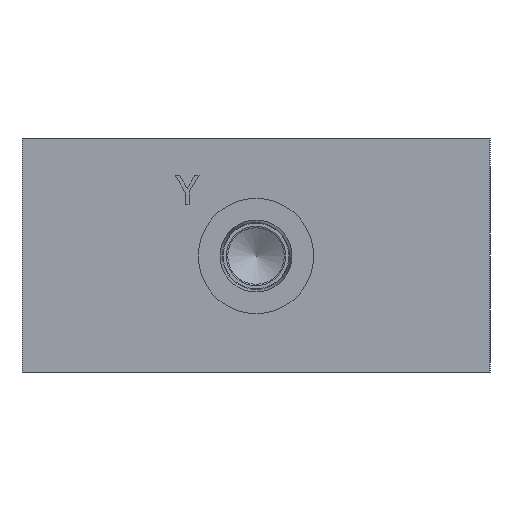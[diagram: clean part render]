
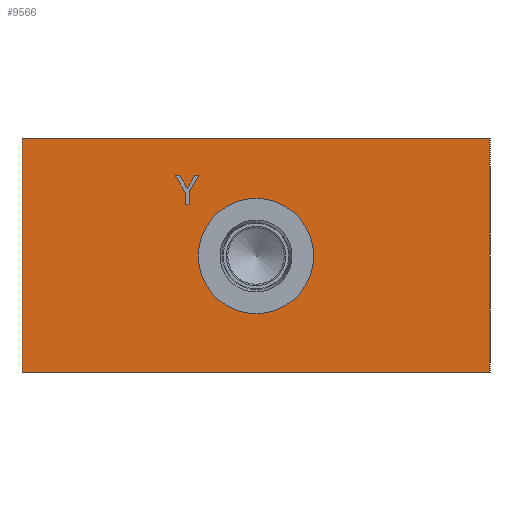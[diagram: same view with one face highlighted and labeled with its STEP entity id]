
A CAD part, left-side view. The second image highlights one B-rep face of the part: STEP entity #9566.
In plain terms, the highlighted planar face has unit normal (-1, 0, 0).
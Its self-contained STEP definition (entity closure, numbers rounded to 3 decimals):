
#157=CIRCLE('',#9953,12.51);
#158=CIRCLE('',#9954,12.51);
#288=FACE_BOUND('',#1779,.T.);
#289=FACE_BOUND('',#1780,.T.);
#1237=FACE_OUTER_BOUND('',#1778,.T.);
#1778=EDGE_LOOP('',(#8340,#8341,#8342,#8343));
#1779=EDGE_LOOP('',(#8344,#8345,#8346,#8347,#8348,#8349,#8350,#8351,#8352));
#1780=EDGE_LOOP('',(#8353,#8354));
#2121=LINE('',#14732,#2994);
#2532=LINE('',#15716,#3405);
#2536=LINE('',#15724,#3409);
#2539=LINE('',#15730,#3412);
#2542=LINE('',#15736,#3415);
#2545=LINE('',#15742,#3418);
#2548=LINE('',#15748,#3421);
#2551=LINE('',#15754,#3424);
#2554=LINE('',#15760,#3427);
#2557=LINE('',#15765,#3430);
#2604=LINE('',#16100,#3477);
#2675=LINE('',#16576,#3548);
#2676=LINE('',#16577,#3549);
#2994=VECTOR('',#10546,10.);
#3405=VECTOR('',#11271,10.);
#3409=VECTOR('',#11277,10.);
#3412=VECTOR('',#11282,10.);
#3415=VECTOR('',#11287,10.);
#3418=VECTOR('',#11292,10.);
#3421=VECTOR('',#11297,10.);
#3424=VECTOR('',#11302,10.);
#3427=VECTOR('',#11307,10.);
#3430=VECTOR('',#11312,10.);
#3477=VECTOR('',#11385,10.);
#3548=VECTOR('',#11932,10.);
#3549=VECTOR('',#11933,10.);
#3928=VERTEX_POINT('',#14725);
#3931=VERTEX_POINT('',#14730);
#4218=VERTEX_POINT('',#15714);
#4219=VERTEX_POINT('',#15715);
#4222=VERTEX_POINT('',#15723);
#4224=VERTEX_POINT('',#15729);
#4226=VERTEX_POINT('',#15735);
#4228=VERTEX_POINT('',#15741);
#4230=VERTEX_POINT('',#15747);
#4232=VERTEX_POINT('',#15753);
#4234=VERTEX_POINT('',#15759);
#4285=VERTEX_POINT('',#16097);
#4286=VERTEX_POINT('',#16099);
#4364=VERTEX_POINT('',#16326);
#4365=VERTEX_POINT('',#16327);
#5021=EDGE_CURVE('',#3928,#3931,#2121,.T.);
#5450=EDGE_CURVE('',#4218,#4219,#2532,.T.);
#5454=EDGE_CURVE('',#4222,#4218,#2536,.T.);
#5457=EDGE_CURVE('',#4224,#4222,#2539,.T.);
#5460=EDGE_CURVE('',#4226,#4224,#2542,.T.);
#5463=EDGE_CURVE('',#4228,#4226,#2545,.T.);
#5466=EDGE_CURVE('',#4230,#4228,#2548,.T.);
#5469=EDGE_CURVE('',#4232,#4230,#2551,.T.);
#5472=EDGE_CURVE('',#4234,#4232,#2554,.T.);
#5475=EDGE_CURVE('',#4219,#4234,#2557,.T.);
#5550=EDGE_CURVE('',#4285,#4286,#2604,.T.);
#5657=EDGE_CURVE('',#4364,#4365,#157,.T.);
#5658=EDGE_CURVE('',#4365,#4364,#158,.T.);
#5773=EDGE_CURVE('',#4285,#3928,#2675,.T.);
#5774=EDGE_CURVE('',#4286,#3931,#2676,.T.);
#8340=ORIENTED_EDGE('',*,*,#5773,.T.);
#8341=ORIENTED_EDGE('',*,*,#5021,.T.);
#8342=ORIENTED_EDGE('',*,*,#5774,.F.);
#8343=ORIENTED_EDGE('',*,*,#5550,.F.);
#8344=ORIENTED_EDGE('',*,*,#5450,.T.);
#8345=ORIENTED_EDGE('',*,*,#5475,.T.);
#8346=ORIENTED_EDGE('',*,*,#5472,.T.);
#8347=ORIENTED_EDGE('',*,*,#5469,.T.);
#8348=ORIENTED_EDGE('',*,*,#5466,.T.);
#8349=ORIENTED_EDGE('',*,*,#5463,.T.);
#8350=ORIENTED_EDGE('',*,*,#5460,.T.);
#8351=ORIENTED_EDGE('',*,*,#5457,.T.);
#8352=ORIENTED_EDGE('',*,*,#5454,.T.);
#8353=ORIENTED_EDGE('',*,*,#5657,.T.);
#8354=ORIENTED_EDGE('',*,*,#5658,.T.);
#8690=PLANE('',#10075);
#9566=ADVANCED_FACE('',(#1237,#288,#289),#8690,.T.);
#9953=AXIS2_PLACEMENT_3D('',#16328,#11649,#11650);
#9954=AXIS2_PLACEMENT_3D('',#16329,#11651,#11652);
#10075=AXIS2_PLACEMENT_3D('',#16575,#11930,#11931);
#10546=DIRECTION('',(0.,0.,1.));
#11271=DIRECTION('',(0.,-1.,0.));
#11277=DIRECTION('',(0.,-0.512,0.859));
#11282=DIRECTION('',(0.,-0.505,-0.863));
#11287=DIRECTION('',(0.,-1.,0.));
#11292=DIRECTION('',(0.,0.509,0.861));
#11297=DIRECTION('',(0.,0.,1.));
#11302=DIRECTION('',(0.,1.,0.));
#11307=DIRECTION('',(0.,0.,-1.));
#11312=DIRECTION('',(0.,0.518,-0.855));
#11385=DIRECTION('',(0.,0.,1.));
#11649=DIRECTION('center_axis',(1.,0.,0.));
#11650=DIRECTION('ref_axis',(0.,0.,1.));
#11651=DIRECTION('center_axis',(1.,0.,0.));
#11652=DIRECTION('ref_axis',(0.,0.,1.));
#11930=DIRECTION('center_axis',(-1.,0.,0.));
#11931=DIRECTION('ref_axis',(0.,-1.,0.));
#11932=DIRECTION('',(0.,-1.,0.));
#11933=DIRECTION('',(0.,-1.,0.));
#14725=CARTESIAN_POINT('',(0.,0.,0.));
#14730=CARTESIAN_POINT('',(0.,0.,50.8));
#14732=CARTESIAN_POINT('',(0.,0.,0.));
#15714=CARTESIAN_POINT('',(0.,64.069,42.862));
#15715=CARTESIAN_POINT('',(0.,63.173,42.862));
#15716=CARTESIAN_POINT('',(0.,82.834,42.862));
#15723=CARTESIAN_POINT('',(0.,65.736,40.068));
#15724=CARTESIAN_POINT('',(0.,79.26,17.404));
#15729=CARTESIAN_POINT('',(0.,67.372,42.862));
#15730=CARTESIAN_POINT('',(0.,62.397,34.367));
#15735=CARTESIAN_POINT('',(0.,68.309,42.862));
#15736=CARTESIAN_POINT('',(0.,84.954,42.862));
#15741=CARTESIAN_POINT('',(0.,66.163,39.235));
#15742=CARTESIAN_POINT('',(0.,62.159,32.466));
#15747=CARTESIAN_POINT('',(0.,66.163,36.513));
#15748=CARTESIAN_POINT('',(0.,66.163,18.256));
#15753=CARTESIAN_POINT('',(0.,65.319,36.513));
#15754=CARTESIAN_POINT('',(0.,83.46,36.513));
#15759=CARTESIAN_POINT('',(0.,65.319,39.322));
#15760=CARTESIAN_POINT('',(0.,65.319,19.661));
#15765=CARTESIAN_POINT('',(0.,77.835,18.672));
#16097=CARTESIAN_POINT('',(0.,101.6,0.));
#16099=CARTESIAN_POINT('',(0.,101.6,50.8));
#16100=CARTESIAN_POINT('',(0.,101.6,0.));
#16326=CARTESIAN_POINT('',(0.,50.8,37.91));
#16327=CARTESIAN_POINT('',(0.,50.8,12.891));
#16328=CARTESIAN_POINT('Origin',(0.,50.8,25.4));
#16329=CARTESIAN_POINT('Origin',(0.,50.8,25.4));
#16575=CARTESIAN_POINT('Origin',(0.,101.6,0.));
#16576=CARTESIAN_POINT('',(0.,101.6,0.));
#16577=CARTESIAN_POINT('',(0.,101.6,50.8));
